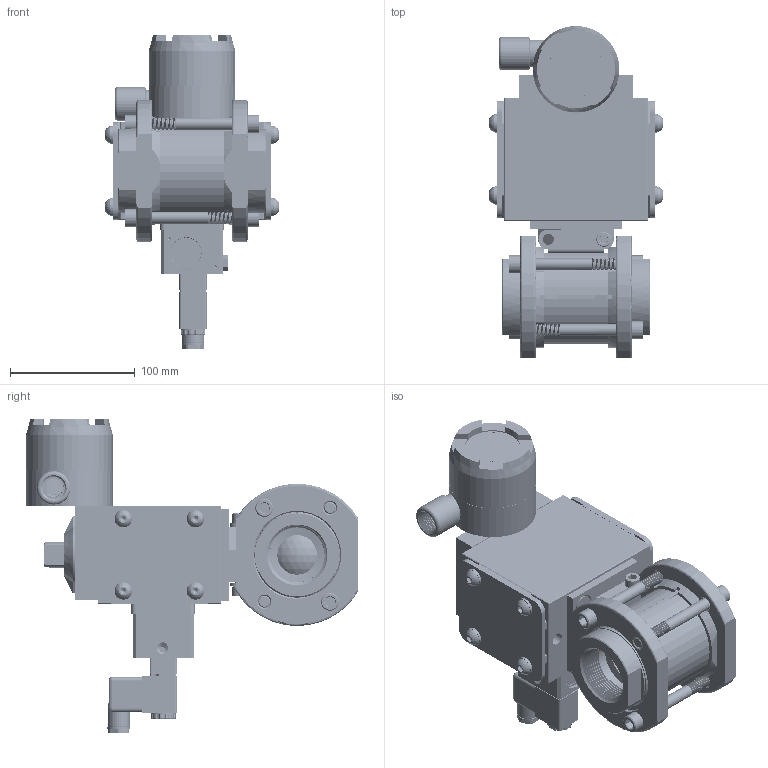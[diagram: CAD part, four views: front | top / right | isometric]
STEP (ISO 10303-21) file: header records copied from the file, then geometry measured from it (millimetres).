
FILE_DESCRIPTION (( 'STEP AP203' ), '1' );
FILE_NAME ('22XXSESA522DGPDSLS.step', '2018-04-12T12:37:46', ( '' ), ( '' ), 'SwSTEP 2.0', 'SolidWorks 2017', '' );
FILE_SCHEMA (( 'CONFIG_CONTROL_DESIGN' ));
Products named in the file (1): 22XXSESA522DGPDSLS
Bounding box: 139.51 x 266.2 x 252.15 mm (x, y, z)
Volume: 1465495.3 mm3; surface area: 475620.5 mm2
Topology: 68 solids, 68 shells, 3909 faces, 10014 edges, 6285 vertices
Faces by surface type: cylinder 1805, plane 996, cone 785, bspline 161, torus 140, sphere 22
Entity records: 202950 total; most frequent: CARTESIAN_POINT 112083, ORIENTED_EDGE 19776, DIRECTION 18500, EDGE_CURVE 9888, AXIS2_PLACEMENT_3D 7141, VERTEX_POINT 6283, EDGE_LOOP 4295, VECTOR 4218
